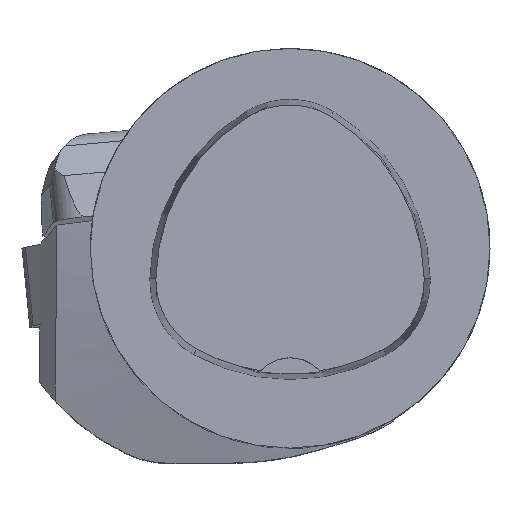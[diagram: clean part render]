
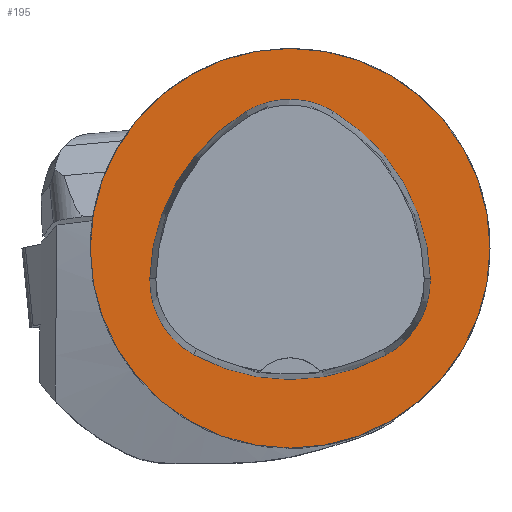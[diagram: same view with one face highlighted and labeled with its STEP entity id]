
A CAD part, top view. The second image highlights one B-rep face of the part: STEP entity #195.
In plain terms, the highlighted planar face has unit normal (0, 0, 1).
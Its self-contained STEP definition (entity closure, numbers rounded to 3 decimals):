
#96=FACE_BOUND('',#431,.T.);
#97=FACE_BOUND('',#432,.T.);
#195=ADVANCED_FACE('',(#96,#97),#271,.T.);
#271=PLANE('',#1819);
#431=EDGE_LOOP('',(#679,#680,#681,#682,#683,#684));
#432=EDGE_LOOP('',(#685));
#507=CIRCLE('',#1787,20.);
#508=CIRCLE('',#1797,20.);
#510=CIRCLE('',#1800,8.5);
#512=CIRCLE('',#1803,20.);
#514=CIRCLE('',#1806,8.5);
#518=CIRCLE('',#1811,20.);
#520=CIRCLE('',#1814,8.5);
#679=ORIENTED_EDGE('',*,*,#1253,.T.);
#680=ORIENTED_EDGE('',*,*,#1233,.T.);
#681=ORIENTED_EDGE('',*,*,#1237,.T.);
#682=ORIENTED_EDGE('',*,*,#1240,.T.);
#683=ORIENTED_EDGE('',*,*,#1243,.T.);
#684=ORIENTED_EDGE('',*,*,#1251,.T.);
#685=ORIENTED_EDGE('',*,*,#1216,.F.);
#1048=VERTEX_POINT('',#2607);
#1065=VERTEX_POINT('',#2642);
#1066=VERTEX_POINT('',#2643);
#1069=VERTEX_POINT('',#2651);
#1071=VERTEX_POINT('',#2657);
#1073=VERTEX_POINT('',#2663);
#1080=VERTEX_POINT('',#2684);
#1216=EDGE_CURVE('',#1048,#1048,#507,.T.);
#1233=EDGE_CURVE('',#1065,#1066,#508,.T.);
#1237=EDGE_CURVE('',#1066,#1069,#510,.T.);
#1240=EDGE_CURVE('',#1069,#1071,#512,.T.);
#1243=EDGE_CURVE('',#1071,#1073,#514,.T.);
#1251=EDGE_CURVE('',#1073,#1080,#518,.T.);
#1253=EDGE_CURVE('',#1080,#1065,#520,.T.);
#1787=AXIS2_PLACEMENT_3D('',#2606,#2039,#2040);
#1797=AXIS2_PLACEMENT_3D('',#2641,#2067,#2068);
#1800=AXIS2_PLACEMENT_3D('',#2650,#2075,#2076);
#1803=AXIS2_PLACEMENT_3D('',#2656,#2082,#2083);
#1806=AXIS2_PLACEMENT_3D('',#2662,#2089,#2090);
#1811=AXIS2_PLACEMENT_3D('',#2685,#2101,#2102);
#1814=AXIS2_PLACEMENT_3D('',#2688,#2107,#2108);
#1819=AXIS2_PLACEMENT_3D('',#2693,#2117,#2118);
#2039=DIRECTION('',(0.,0.,-1.));
#2040=DIRECTION('',(-1.,0.,0.));
#2067=DIRECTION('',(0.,0.,-1.));
#2068=DIRECTION('',(-1.,0.,0.));
#2075=DIRECTION('',(0.,0.,-1.));
#2076=DIRECTION('',(-1.,0.,0.));
#2082=DIRECTION('',(0.,0.,-1.));
#2083=DIRECTION('',(-1.,0.,0.));
#2089=DIRECTION('',(0.,0.,-1.));
#2090=DIRECTION('',(-1.,0.,0.));
#2101=DIRECTION('',(0.,0.,-1.));
#2102=DIRECTION('',(-1.,0.,0.));
#2107=DIRECTION('',(0.,0.,-1.));
#2108=DIRECTION('',(-1.,0.,0.));
#2117=DIRECTION('',(0.,0.,1.));
#2118=DIRECTION('',(1.,0.,0.));
#2606=CARTESIAN_POINT('',(0.,0.,0.));
#2607=CARTESIAN_POINT('',(-20.,0.,0.));
#2641=CARTESIAN_POINT('',(5.955,-3.414,0.));
#2642=CARTESIAN_POINT('',(-14.041,-3.042,0.));
#2643=CARTESIAN_POINT('',(-4.472,13.653,0.));
#2650=CARTESIAN_POINT('',(-0.04,6.4,0.));
#2651=CARTESIAN_POINT('',(4.347,13.68,0.));
#2656=CARTESIAN_POINT('',(-5.976,-3.45,0.));
#2657=CARTESIAN_POINT('',(14.021,-3.075,0.));
#2662=CARTESIAN_POINT('',(5.522,-3.235,0.));
#2663=CARTESIAN_POINT('',(9.588,-10.699,0.));
#2684=CARTESIAN_POINT('',(-9.655,-10.639,0.));
#2685=CARTESIAN_POINT('',(0.022,6.864,0.));
#2688=CARTESIAN_POINT('',(-5.543,-3.2,0.));
#2693=CARTESIAN_POINT('',(0.,0.,0.));
